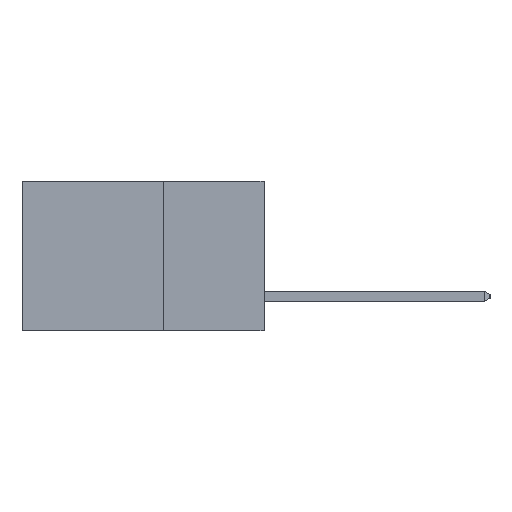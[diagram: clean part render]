
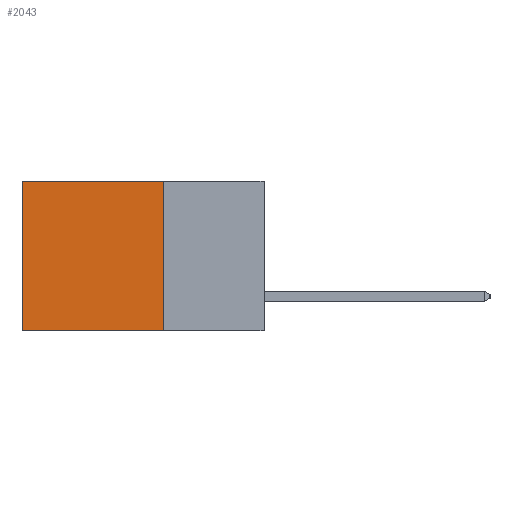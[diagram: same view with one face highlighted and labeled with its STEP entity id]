
A CAD part, left-side view. The second image highlights one B-rep face of the part: STEP entity #2043.
In plain terms, the highlighted planar face has unit normal (-1, 0, 0).
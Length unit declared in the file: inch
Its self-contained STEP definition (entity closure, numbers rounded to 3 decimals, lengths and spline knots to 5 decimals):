
#94 = VERTEX_POINT ( 'NONE', #6622 ) ;
#555 = CARTESIAN_POINT ( 'NONE',  ( 0.2615, 0.6, -0.37 ) ) ;
#902 = AXIS2_PLACEMENT_3D ( 'NONE', #6961, #6876, #6701 ) ;
#947 = VECTOR ( 'NONE', #6735, 39.37008 ) ;
#1182 = EDGE_CURVE ( 'NONE', #12168, #3737, #4938, .T. ) ;
#1968 = CARTESIAN_POINT ( 'NONE',  ( 0.2615, 0.25, -0.37 ) ) ;
#2043 = ADVANCED_FACE ( 'NONE', ( #8154 ), #6975, .F. ) ;
#2830 = CARTESIAN_POINT ( 'NONE',  ( 0.2615, 0.6, -0.37 ) ) ;
#2951 = EDGE_CURVE ( 'NONE', #6258, #94, #7622, .T. ) ;
#3737 = VERTEX_POINT ( 'NONE', #2830 ) ;
#3864 = VECTOR ( 'NONE', #5284, 39.37008 ) ;
#4158 = DIRECTION ( 'NONE',  ( 0., 1., 0. ) ) ;
#4702 = EDGE_LOOP ( 'NONE', ( #10992, #11413, #11469, #11099 ) ) ;
#4929 = EDGE_CURVE ( 'NONE', #6258, #12168, #6413, .T. ) ;
#4938 = LINE ( 'NONE', #6653, #9388 ) ;
#5284 = DIRECTION ( 'NONE',  ( 0., 0., -1. ) ) ;
#6258 = VERTEX_POINT ( 'NONE', #9897 ) ;
#6388 = LINE ( 'NONE', #555, #947 ) ;
#6413 = LINE ( 'NONE', #8830, #3864 ) ;
#6622 = CARTESIAN_POINT ( 'NONE',  ( 0.2615, 0.6, 0. ) ) ;
#6653 = CARTESIAN_POINT ( 'NONE',  ( 0.2615, 0.25, -0.37 ) ) ;
#6701 = DIRECTION ( 'NONE',  ( 0., 0., -1. ) ) ;
#6735 = DIRECTION ( 'NONE',  ( 0., 0., -1. ) ) ;
#6876 = DIRECTION ( 'NONE',  ( 1., 0., 0. ) ) ;
#6961 = CARTESIAN_POINT ( 'NONE',  ( 0.2615, 0.25, -0.37 ) ) ;
#6975 = PLANE ( 'NONE',  #902 ) ;
#7622 = LINE ( 'NONE', #8367, #11803 ) ;
#8154 = FACE_OUTER_BOUND ( 'NONE', #4702, .T. ) ;
#8367 = CARTESIAN_POINT ( 'NONE',  ( 0.2615, 0.25, 0. ) ) ;
#8830 = CARTESIAN_POINT ( 'NONE',  ( 0.2615, 0.25, -0.37 ) ) ;
#9388 = VECTOR ( 'NONE', #11137, 39.37008 ) ;
#9897 = CARTESIAN_POINT ( 'NONE',  ( 0.2615, 0.25, 0. ) ) ;
#10992 = ORIENTED_EDGE ( 'NONE', *, *, #11943, .T. ) ;
#11099 = ORIENTED_EDGE ( 'NONE', *, *, #2951, .T. ) ;
#11137 = DIRECTION ( 'NONE',  ( 0., 1., 0. ) ) ;
#11413 = ORIENTED_EDGE ( 'NONE', *, *, #1182, .F. ) ;
#11469 = ORIENTED_EDGE ( 'NONE', *, *, #4929, .F. ) ;
#11803 = VECTOR ( 'NONE', #4158, 39.37008 ) ;
#11943 = EDGE_CURVE ( 'NONE', #94, #3737, #6388, .T. ) ;
#12168 = VERTEX_POINT ( 'NONE', #1968 ) ;
